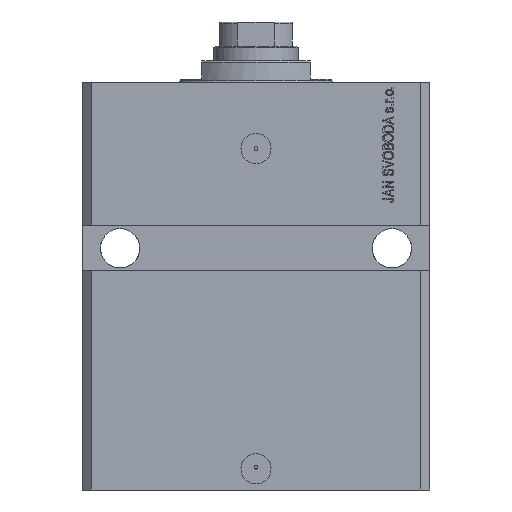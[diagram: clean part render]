
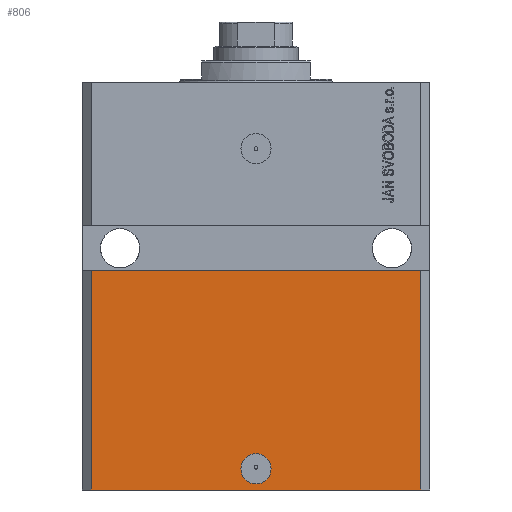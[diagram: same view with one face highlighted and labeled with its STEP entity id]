
A CAD part, front view. The second image highlights one B-rep face of the part: STEP entity #806.
In plain terms, the highlighted planar face has unit normal (0, -1, 0).
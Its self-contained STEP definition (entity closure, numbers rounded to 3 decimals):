
#806 = ADVANCED_FACE ( 'NONE', ( #4722, #37681 ), #37454, .T. ) ;
#948 = CARTESIAN_POINT ( 'NONE',  ( 5., -45., -128. ) ) ;
#4244 = CARTESIAN_POINT ( 'NONE',  ( 54.5, -45., -135. ) ) ;
#4329 = DIRECTION ( 'NONE',  ( 0., 0., 1. ) ) ;
#4722 = FACE_BOUND ( 'NONE', #24474, .T. ) ;
#4755 = ORIENTED_EDGE ( 'NONE', *, *, #10444, .T. ) ;
#4954 = CIRCLE ( 'NONE', #26479, 5. ) ;
#5768 = DIRECTION ( 'NONE',  ( 0., 0., 1. ) ) ;
#6215 = CARTESIAN_POINT ( 'NONE',  ( 54.5, -45., -135. ) ) ;
#6996 = EDGE_CURVE ( 'NONE', #45387, #19979, #43905, .T. ) ;
#7270 = DIRECTION ( 'NONE',  ( 1., 0., 0. ) ) ;
#8618 = ORIENTED_EDGE ( 'NONE', *, *, #40812, .F. ) ;
#10444 = EDGE_CURVE ( 'NONE', #19979, #39980, #42198, .T. ) ;
#10493 = VECTOR ( 'NONE', #12084, 1000. ) ;
#12084 = DIRECTION ( 'NONE',  ( 1., 0., 0. ) ) ;
#12100 = EDGE_CURVE ( 'NONE', #37381, #25435, #40294, .T. ) ;
#13835 = VERTEX_POINT ( 'NONE', #23288 ) ;
#14236 = DIRECTION ( 'NONE',  ( 0., -1., 0. ) ) ;
#14879 = EDGE_LOOP ( 'NONE', ( #36334, #8618, #32779, #4755 ) ) ;
#15352 = CARTESIAN_POINT ( 'NONE',  ( 54.5, -45., -62.5 ) ) ;
#16020 = ORIENTED_EDGE ( 'NONE', *, *, #45415, .F. ) ;
#16045 = CARTESIAN_POINT ( 'NONE',  ( -54.5, -45., -135. ) ) ;
#16162 = VECTOR ( 'NONE', #40225, 1000. ) ;
#19333 = DIRECTION ( 'NONE',  ( 0., -1., 0. ) ) ;
#19979 = VERTEX_POINT ( 'NONE', #4244 ) ;
#20215 = VECTOR ( 'NONE', #5768, 1000. ) ;
#20522 = VECTOR ( 'NONE', #4329, 1000. ) ;
#20815 = ORIENTED_EDGE ( 'NONE', *, *, #12100, .F. ) ;
#21784 = AXIS2_PLACEMENT_3D ( 'NONE', #45817, #14236, #7270 ) ;
#22346 = CARTESIAN_POINT ( 'NONE',  ( -54.5, -45., -135. ) ) ;
#22438 = CARTESIAN_POINT ( 'NONE',  ( -54.5, -45., -135. ) ) ;
#23288 = CARTESIAN_POINT ( 'NONE',  ( -54.5, -45., -62.5 ) ) ;
#23530 = DIRECTION ( 'NONE',  ( 1., 0., 0. ) ) ;
#24474 = EDGE_LOOP ( 'NONE', ( #20815, #16020 ) ) ;
#25435 = VERTEX_POINT ( 'NONE', #42663 ) ;
#25623 = CARTESIAN_POINT ( 'NONE',  ( -57.5, -45., -62.5 ) ) ;
#26479 = AXIS2_PLACEMENT_3D ( 'NONE', #33712, #19333, #26528 ) ;
#26528 = DIRECTION ( 'NONE',  ( 1., 0., 0. ) ) ;
#28019 = EDGE_CURVE ( 'NONE', #13835, #39980, #43023, .T. ) ;
#32779 = ORIENTED_EDGE ( 'NONE', *, *, #6996, .T. ) ;
#33712 = CARTESIAN_POINT ( 'NONE',  ( 0., -45., -128. ) ) ;
#36334 = ORIENTED_EDGE ( 'NONE', *, *, #28019, .F. ) ;
#37381 = VERTEX_POINT ( 'NONE', #948 ) ;
#37454 = PLANE ( 'NONE',  #39333 ) ;
#37681 = FACE_OUTER_BOUND ( 'NONE', #14879, .T. ) ;
#39333 = AXIS2_PLACEMENT_3D ( 'NONE', #40246, #41151, #23530 ) ;
#39394 = LINE ( 'NONE', #22438, #20522 ) ;
#39980 = VERTEX_POINT ( 'NONE', #15352 ) ;
#40225 = DIRECTION ( 'NONE',  ( 1., 0., 0. ) ) ;
#40246 = CARTESIAN_POINT ( 'NONE',  ( -54.5, -45., -135. ) ) ;
#40294 = CIRCLE ( 'NONE', #21784, 5. ) ;
#40812 = EDGE_CURVE ( 'NONE', #45387, #13835, #39394, .T. ) ;
#41151 = DIRECTION ( 'NONE',  ( 0., -1., 0. ) ) ;
#42198 = LINE ( 'NONE', #6215, #20215 ) ;
#42663 = CARTESIAN_POINT ( 'NONE',  ( -5., -45., -128. ) ) ;
#43023 = LINE ( 'NONE', #25623, #16162 ) ;
#43905 = LINE ( 'NONE', #16045, #10493 ) ;
#45387 = VERTEX_POINT ( 'NONE', #22346 ) ;
#45415 = EDGE_CURVE ( 'NONE', #25435, #37381, #4954, .T. ) ;
#45817 = CARTESIAN_POINT ( 'NONE',  ( 0., -45., -128. ) ) ;
